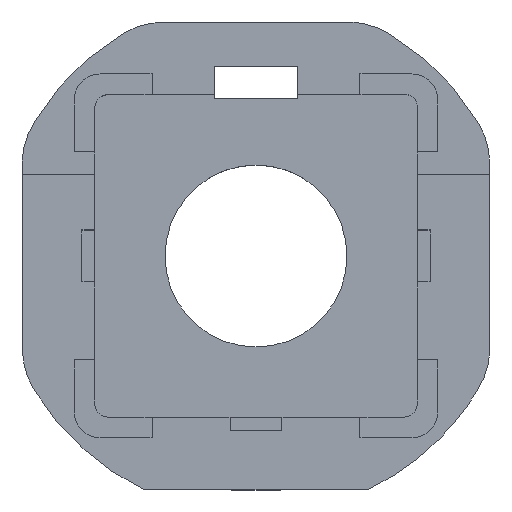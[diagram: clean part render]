
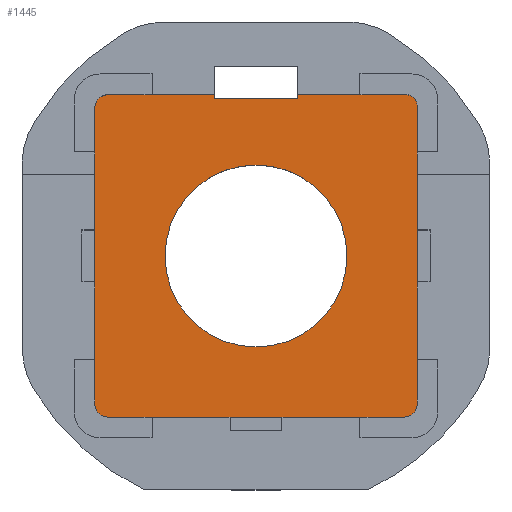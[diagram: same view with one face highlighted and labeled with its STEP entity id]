
A CAD part, top view. The second image highlights one B-rep face of the part: STEP entity #1445.
In plain terms, the highlighted planar face has unit normal (0, 0, 1).
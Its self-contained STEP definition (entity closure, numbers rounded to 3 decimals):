
#228=CARTESIAN_POINT('',(1.6,6.2,-0.6));
#229=VERTEX_POINT('',#228);
#238=CARTESIAN_POINT('',(5.8,6.2,-0.6));
#239=VERTEX_POINT('',#238);
#240=CARTESIAN_POINT('',(5.8,6.2,-0.6));
#241=DIRECTION('',(-1.,0.,0.));
#242=VECTOR('',#241,4.2);
#243=LINE('',#240,#242);
#244=EDGE_CURVE('',#239,#229,#243,.T.);
#1077=CARTESIAN_POINT('',(6.2,5.8,-0.6));
#1078=VERTEX_POINT('',#1077);
#1085=CARTESIAN_POINT('',(6.2,-5.7,-0.6));
#1086=VERTEX_POINT('',#1085);
#1087=CARTESIAN_POINT('',(6.2,-5.7,-0.6));
#1088=DIRECTION('',(0.,1.,0.));
#1089=VECTOR('',#1088,11.5);
#1090=LINE('',#1087,#1089);
#1091=EDGE_CURVE('',#1086,#1078,#1090,.T.);
#1130=CARTESIAN_POINT('',(-1.6,6.2,-0.6));
#1131=VERTEX_POINT('',#1130);
#1132=CARTESIAN_POINT('',(-5.7,6.2,-0.6));
#1133=VERTEX_POINT('',#1132);
#1134=CARTESIAN_POINT('',(-1.6,6.2,-0.6));
#1135=DIRECTION('',(-1.,0.,0.));
#1136=VECTOR('',#1135,4.1);
#1137=LINE('',#1134,#1136);
#1138=EDGE_CURVE('',#1131,#1133,#1137,.T.);
#1186=CARTESIAN_POINT('',(5.8,5.8,-0.6));
#1187=DIRECTION('',(0.,-0.,1.));
#1188=DIRECTION('',(-1.,0.,0.));
#1189=AXIS2_PLACEMENT_3D('',#1186,#1187,#1188);
#1190=CIRCLE('',#1189,0.4);
#1191=EDGE_CURVE('',#1078,#239,#1190,.T.);
#1234=CARTESIAN_POINT('',(-6.2,-5.7,-0.6));
#1235=VERTEX_POINT('',#1234);
#1242=CARTESIAN_POINT('',(-6.2,5.7,-0.6));
#1243=VERTEX_POINT('',#1242);
#1244=CARTESIAN_POINT('',(-6.2,5.7,-0.6));
#1245=DIRECTION('',(0.,-1.,-0.));
#1246=VECTOR('',#1245,11.4);
#1247=LINE('',#1244,#1246);
#1248=EDGE_CURVE('',#1243,#1235,#1247,.T.);
#1321=CARTESIAN_POINT('',(5.7,-6.2,-0.6));
#1322=VERTEX_POINT('',#1321);
#1329=CARTESIAN_POINT('',(-5.7,-6.2,-0.6));
#1330=VERTEX_POINT('',#1329);
#1331=CARTESIAN_POINT('',(-5.7,-6.2,-0.6));
#1332=DIRECTION('',(1.,0.,-0.));
#1333=VECTOR('',#1332,11.4);
#1334=LINE('',#1331,#1333);
#1335=EDGE_CURVE('',#1330,#1322,#1334,.T.);
#1369=CARTESIAN_POINT('',(0.,-26.705,-0.6));
#1370=DIRECTION('',(0.,-0.,1.));
#1371=DIRECTION('',(-1.,0.,0.));
#1372=AXIS2_PLACEMENT_3D('',#1369,#1370,#1371);
#1373=PLANE('',#1372);
#1374=CARTESIAN_POINT('',(0.,3.5,-0.6));
#1375=VERTEX_POINT('',#1374);
#1376=CARTESIAN_POINT('',(-3.5,0.,-0.6));
#1377=VERTEX_POINT('',#1376);
#1378=CARTESIAN_POINT('',(0.,0.,-0.6));
#1379=DIRECTION('',(0.,-0.,1.));
#1380=DIRECTION('',(-1.,0.,0.));
#1381=AXIS2_PLACEMENT_3D('',#1378,#1379,#1380);
#1382=CIRCLE('',#1381,3.5);
#1383=EDGE_CURVE('',#1375,#1377,#1382,.T.);
#1384=ORIENTED_EDGE('',*,*,#1383,.F.);
#1385=CARTESIAN_POINT('',(0.,0.,-0.6));
#1386=DIRECTION('',(0.,-0.,1.));
#1387=DIRECTION('',(-1.,0.,0.));
#1388=AXIS2_PLACEMENT_3D('',#1385,#1386,#1387);
#1389=CIRCLE('',#1388,3.5);
#1390=EDGE_CURVE('',#1377,#1375,#1389,.T.);
#1391=ORIENTED_EDGE('',*,*,#1390,.F.);
#1392=EDGE_LOOP('',(#1384,#1391));
#1393=FACE_BOUND('',#1392,.T.);
#1394=ORIENTED_EDGE('',*,*,#1248,.T.);
#1395=CARTESIAN_POINT('',(-5.7,-5.7,-0.6));
#1396=DIRECTION('',(0.,-0.,1.));
#1397=DIRECTION('',(0.,-1.,-0.));
#1398=AXIS2_PLACEMENT_3D('',#1395,#1396,#1397);
#1399=CIRCLE('',#1398,0.5);
#1400=EDGE_CURVE('',#1235,#1330,#1399,.T.);
#1401=ORIENTED_EDGE('',*,*,#1400,.T.);
#1402=ORIENTED_EDGE('',*,*,#1335,.T.);
#1403=CARTESIAN_POINT('',(5.7,-5.7,-0.6));
#1404=DIRECTION('',(0.,-0.,1.));
#1405=DIRECTION('',(0.,-1.,-0.));
#1406=AXIS2_PLACEMENT_3D('',#1403,#1404,#1405);
#1407=CIRCLE('',#1406,0.5);
#1408=EDGE_CURVE('',#1322,#1086,#1407,.T.);
#1409=ORIENTED_EDGE('',*,*,#1408,.T.);
#1410=ORIENTED_EDGE('',*,*,#1091,.T.);
#1411=ORIENTED_EDGE('',*,*,#1191,.T.);
#1412=ORIENTED_EDGE('',*,*,#244,.T.);
#1413=CARTESIAN_POINT('',(1.6,6.05,-0.6));
#1414=VERTEX_POINT('',#1413);
#1415=CARTESIAN_POINT('',(1.6,6.2,-0.6));
#1416=DIRECTION('',(0.,-1.,-0.));
#1417=VECTOR('',#1416,0.15);
#1418=LINE('',#1415,#1417);
#1419=EDGE_CURVE('',#229,#1414,#1418,.T.);
#1420=ORIENTED_EDGE('',*,*,#1419,.T.);
#1421=CARTESIAN_POINT('',(-1.6,6.05,-0.6));
#1422=VERTEX_POINT('',#1421);
#1423=CARTESIAN_POINT('',(1.6,6.05,-0.6));
#1424=DIRECTION('',(-1.,0.,0.));
#1425=VECTOR('',#1424,3.2);
#1426=LINE('',#1423,#1425);
#1427=EDGE_CURVE('',#1414,#1422,#1426,.T.);
#1428=ORIENTED_EDGE('',*,*,#1427,.T.);
#1429=CARTESIAN_POINT('',(-1.6,6.2,-0.6));
#1430=DIRECTION('',(0.,-1.,-0.));
#1431=VECTOR('',#1430,0.15);
#1432=LINE('',#1429,#1431);
#1433=EDGE_CURVE('',#1131,#1422,#1432,.T.);
#1434=ORIENTED_EDGE('',*,*,#1433,.F.);
#1435=ORIENTED_EDGE('',*,*,#1138,.T.);
#1436=CARTESIAN_POINT('',(-5.7,5.7,-0.6));
#1437=DIRECTION('',(0.,-0.,1.));
#1438=DIRECTION('',(0.,-1.,-0.));
#1439=AXIS2_PLACEMENT_3D('',#1436,#1437,#1438);
#1440=CIRCLE('',#1439,0.5);
#1441=EDGE_CURVE('',#1133,#1243,#1440,.T.);
#1442=ORIENTED_EDGE('',*,*,#1441,.T.);
#1443=EDGE_LOOP('',(#1394,#1401,#1402,#1409,#1410,#1411,#1412,#1420,#1428,#1434,#1435,#1442));
#1444=FACE_BOUND('',#1443,.T.);
#1445=ADVANCED_FACE('',(#1393,#1444),#1373,.T.);
